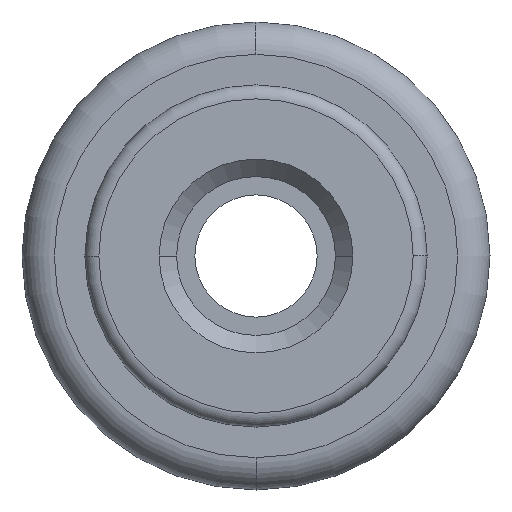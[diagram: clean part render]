
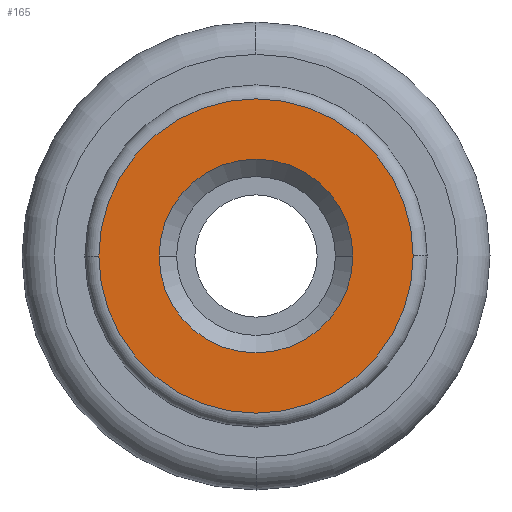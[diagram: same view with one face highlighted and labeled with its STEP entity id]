
A CAD part, front view. The second image highlights one B-rep face of the part: STEP entity #165.
In plain terms, the highlighted planar face has unit normal (0, -1, 0).
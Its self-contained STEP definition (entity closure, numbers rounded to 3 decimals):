
#165=ADVANCED_FACE('',(#384,#385),#386,.T.);
#384=FACE_BOUND('',#655,.T.);
#385=FACE_OUTER_BOUND('',#656,.T.);
#386=PLANE('',#657);
#655=EDGE_LOOP('',(#1074,#1075));
#656=EDGE_LOOP('',(#1076,#1077));
#657=AXIS2_PLACEMENT_3D('',#1078,#1079,#1080);
#1074=ORIENTED_EDGE('',*,*,#1703,.T.);
#1075=ORIENTED_EDGE('',*,*,#1665,.T.);
#1076=ORIENTED_EDGE('',*,*,#1704,.F.);
#1077=ORIENTED_EDGE('',*,*,#1705,.F.);
#1078=CARTESIAN_POINT('',(4.5,0.0,0.0));
#1079=DIRECTION('',(-0.0,-1.0,-0.0));
#1080=DIRECTION('',(-1.0,0.0,0.0));
#1665=EDGE_CURVE('',#2008,#2012,#2014,.T.);
#1703=EDGE_CURVE('',#2012,#2008,#2072,.T.);
#1704=EDGE_CURVE('',#2073,#2074,#2075,.T.);
#1705=EDGE_CURVE('',#2074,#2073,#2076,.T.);
#2008=VERTEX_POINT('',#2517);
#2012=VERTEX_POINT('',#2522);
#2014=CIRCLE('',#2525,5.55);
#2072=CIRCLE('',#2624,5.55);
#2073=VERTEX_POINT('',#2625);
#2074=VERTEX_POINT('',#2626);
#2075=CIRCLE('',#2627,9.0);
#2076=CIRCLE('',#2628,9.0);
#2517=CARTESIAN_POINT('',(5.55,0.0,0.));
#2522=CARTESIAN_POINT('',(-5.55,0.0,0.));
#2525=AXIS2_PLACEMENT_3D('',#3138,#3139,#3140);
#2624=AXIS2_PLACEMENT_3D('',#3200,#3201,#3202);
#2625=CARTESIAN_POINT('',(9.0,0.0,0.0));
#2626=CARTESIAN_POINT('',(-9.0,0.0,0.));
#2627=AXIS2_PLACEMENT_3D('',#3203,#3204,#3205);
#2628=AXIS2_PLACEMENT_3D('',#3206,#3207,#3208);
#3138=CARTESIAN_POINT('',(0.0,0.0,0.0));
#3139=DIRECTION('',(-0.0,1.0,0.0));
#3140=DIRECTION('',(1.0,0.0,0.0));
#3200=CARTESIAN_POINT('',(0.0,0.0,0.0));
#3201=DIRECTION('',(-0.0,1.0,0.0));
#3202=DIRECTION('',(1.0,0.0,0.0));
#3203=CARTESIAN_POINT('',(0.0,0.0,0.0));
#3204=DIRECTION('',(-0.0,1.0,0.0));
#3205=DIRECTION('',(1.0,0.0,0.0));
#3206=CARTESIAN_POINT('',(0.0,0.0,0.0));
#3207=DIRECTION('',(-0.0,1.0,0.0));
#3208=DIRECTION('',(1.0,0.0,0.0));
